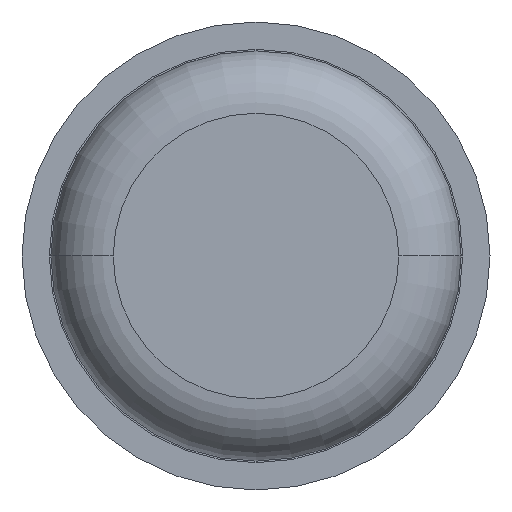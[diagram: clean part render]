
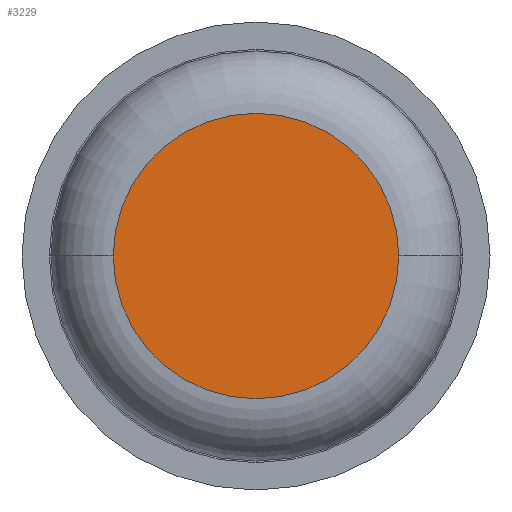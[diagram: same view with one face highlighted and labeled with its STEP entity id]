
A CAD part, front view. The second image highlights one B-rep face of the part: STEP entity #3229.
In plain terms, the highlighted planar face has unit normal (0, -1, 0).
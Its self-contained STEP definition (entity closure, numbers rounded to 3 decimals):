
#48 = AXIS2_PLACEMENT_3D ( 'NONE', #3734, #435, #3080 ) ;
#99 = PLANE ( 'NONE',  #48 ) ;
#107 = CARTESIAN_POINT ( 'NONE',  ( -0.915, 0., 0. ) ) ;
#167 = EDGE_CURVE ( 'Defeature ausgef�hrt1_6+Defeature ausgef�hrt1_7+Defeature ausgef�hrt1_7+Defeature ausgef�hrt1_7', #1630, #2435, #4125, .T. ) ;
#227 = CARTESIAN_POINT ( 'NONE',  ( 0., 0., 0. ) ) ;
#407 = CARTESIAN_POINT ( 'NONE',  ( 0.915, 0., 0. ) ) ;
#435 = DIRECTION ( 'NONE',  ( 0., 1., 0. ) ) ;
#572 = DIRECTION ( 'NONE',  ( 0., -1., 0. ) ) ;
#746 = DIRECTION ( 'NONE',  ( -1., 0., 0. ) ) ;
#1368 = CIRCLE ( 'NONE', #2052, 0.915 ) ;
#1630 = VERTEX_POINT ( 'NONE', #107 ) ;
#2052 = AXIS2_PLACEMENT_3D ( 'NONE', #227, #572, #2554 ) ;
#2394 = CARTESIAN_POINT ( 'NONE',  ( 0., 0., 0. ) ) ;
#2435 = VERTEX_POINT ( 'NONE', #407 ) ;
#2509 = EDGE_LOOP ( 'NONE', ( #3462, #4164 ) ) ;
#2554 = DIRECTION ( 'NONE',  ( -1., 0., 0. ) ) ;
#2718 = DIRECTION ( 'NONE',  ( 0., -1., 0. ) ) ;
#3080 = DIRECTION ( 'NONE',  ( -1., 0., 0. ) ) ;
#3117 = FACE_OUTER_BOUND ( 'NONE', #2509, .T. ) ;
#3229 = ADVANCED_FACE ( 'Defeature ausgef�hrt1_6', ( #3117 ), #99, .F. ) ;
#3364 = EDGE_CURVE ( 'Defeature ausgef�hrt1_6+Defeature ausgef�hrt1_7+Defeature ausgef�hrt1_7+Defeature ausgef�hrt1_7', #2435, #1630, #1368, .T. ) ;
#3462 = ORIENTED_EDGE ( 'NONE', *, *, #167, .T. ) ;
#3612 = AXIS2_PLACEMENT_3D ( 'NONE', #2394, #2718, #746 ) ;
#3734 = CARTESIAN_POINT ( 'NONE',  ( 0., 0., 0. ) ) ;
#4125 = CIRCLE ( 'NONE', #3612, 0.915 ) ;
#4164 = ORIENTED_EDGE ( 'NONE', *, *, #3364, .T. ) ;
